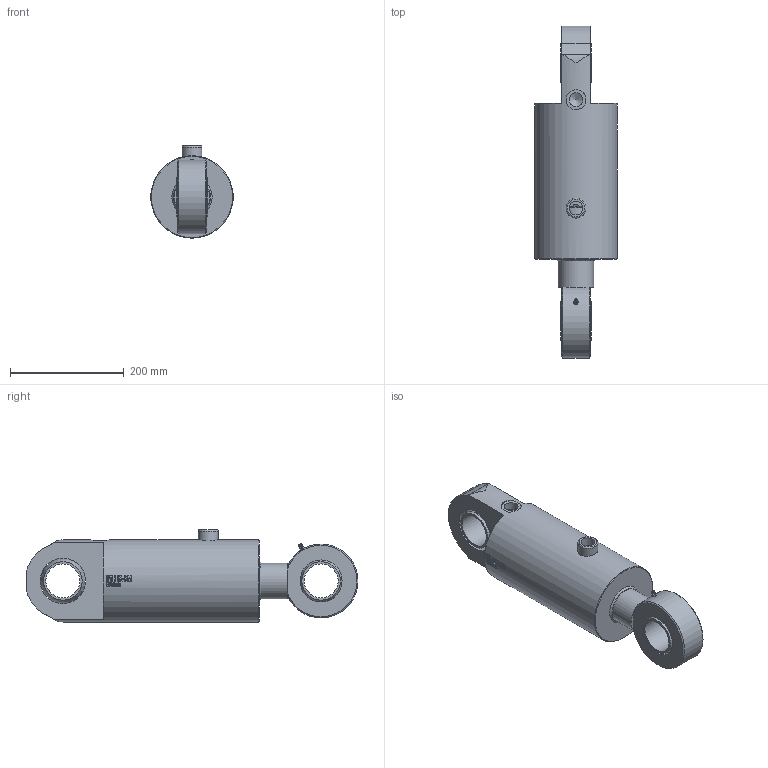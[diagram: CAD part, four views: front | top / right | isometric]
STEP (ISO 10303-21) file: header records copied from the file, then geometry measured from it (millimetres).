
FILE_DESCRIPTION((''),'2;1');
FILE_NAME('KS2DVL125_63.stp','2012-02-27T08:38:49',('tribel'),(''),'Autodesk Inventor 2011','Autodesk Inventor 2011','');
FILE_SCHEMA(('AUTOMOTIVE_DESIGN { 1 0 10303 214 1 1 1 1 }'));
Length unit declared in the file: millimetre
Products named in the file (6): KS2DVL125_63; KS2DVL125_63_Parameters; KS2DVL125_63_stang; KS2DVL125_63_body.; KS.60.eye.komplett; Kule60HO
Assembly tree (5 placements, depth 2):
  KS2DVL125_63
    KS2DVL125_63_Parameters
    KS2DVL125_63_stang
    KS2DVL125_63_body.
    KS.60.eye.komplett
    Kule60HO
Bounding box: 145 x 585 x 162.5 mm (x, y, z)
Volume: 4962624.5 mm3; surface area: 483342.9 mm2
Topology: 4 solids, 6 shells, 559 faces, 1476 edges, 980 vertices
Faces by surface type: plane 289, bspline 168, cylinder 67, cone 22, torus 7, sphere 6
Full cylindrical faces by diameter (mm): 3 x1, 4 x1, 6 x1, 24.117 x2, 35 x1, 60 x2, 63 x2, 67.7 x4, 74 x2, 80 x1, 125 x2, 145 x1
Entity records: 39130 total; most frequent: CARTESIAN_POINT 26713, ORIENTED_EDGE 2852, DIRECTION 1846, EDGE_CURVE 1428, VERTEX_POINT 969, EDGE_LOOP 654, AXIS2_PLACEMENT_3D 636, B_SPLINE_CURVE_WITH_KNOTS 580
